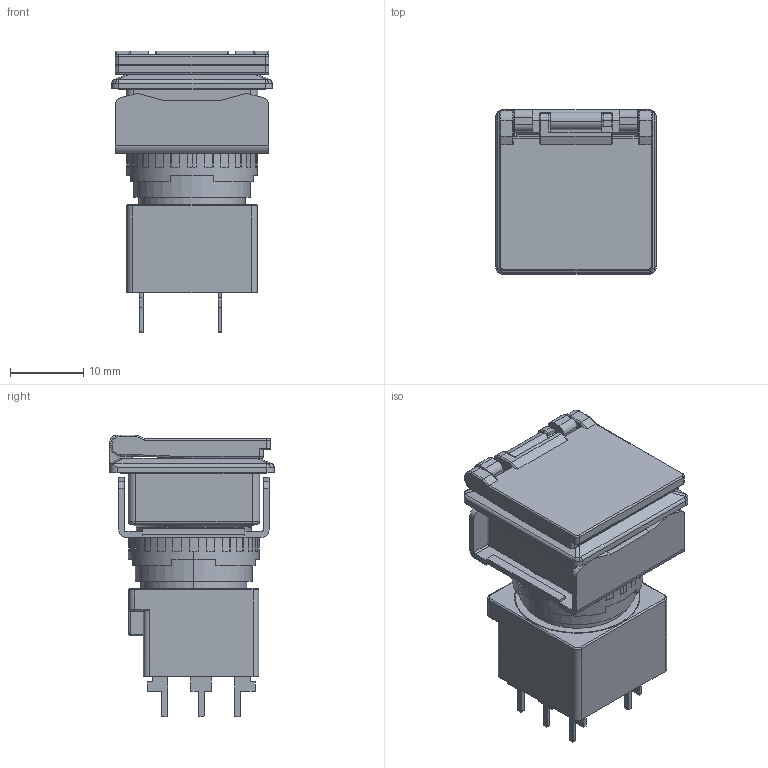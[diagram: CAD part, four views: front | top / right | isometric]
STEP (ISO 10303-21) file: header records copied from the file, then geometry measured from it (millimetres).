
FILE_DESCRIPTION (( 'STEP AP214' ), '1' );
FILE_NAME ('300_LB7GB-[M][A]1TxV$.STEP', '2020-09-25T02:30:20', ( 'IDEC' ), ( 'IDEC' ), 'SwSTEP 2.0', 'SolidWorks 2019', '' );
FILE_SCHEMA (( 'AUTOMOTIVE_DESIGN' ));
Length unit declared in the file: millimetre
Products named in the file (5): LB-T2V; LB-FL-G-BODY-Q; LB-FL-NUT-SET; LB-OPERATOR-Q; 300_LB7GB-[M][A]1TxV$
Assembly tree (4 placements, depth 2):
  300_LB7GB-[M][A]1TxV$
    LB-FL-G-BODY-Q
    LB-OPERATOR-Q
    LB-T2V
    LB-FL-NUT-SET
Bounding box: 22 x 22.5 x 38.6 mm (x, y, z)
Volume: 8803.1 mm3; surface area: 8176.9 mm2
Topology: 4 solids, 4 shells, 626 faces, 1624 edges, 1016 vertices
Faces by surface type: plane 332, cylinder 224, bspline 64, cone 6
Entity records: 20815 total; most frequent: CARTESIAN_POINT 4801, ORIENTED_EDGE 3236, DIRECTION 3091, EDGE_CURVE 1618, LINE 1047, VECTOR 1047, AXIS2_PLACEMENT_3D 1022, VERTEX_POINT 1016
